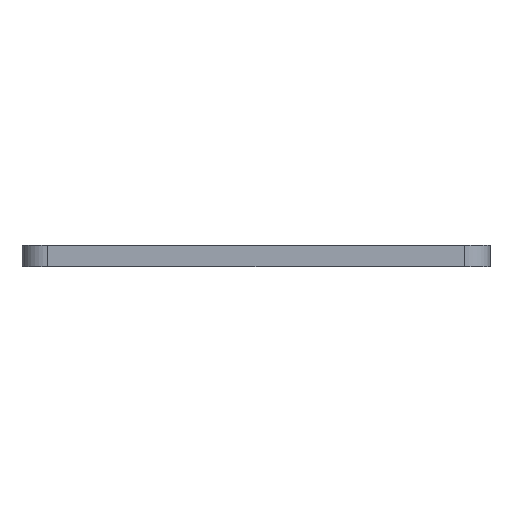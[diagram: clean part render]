
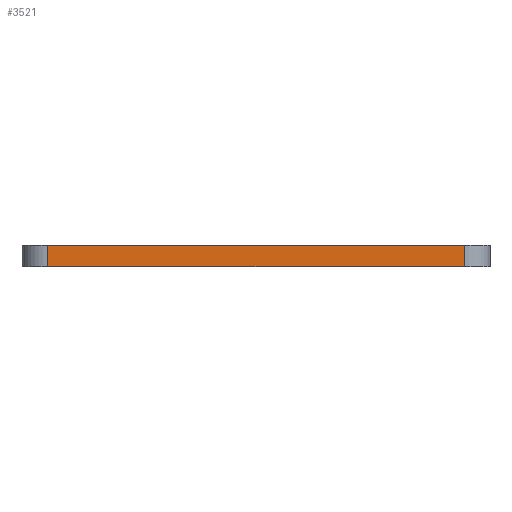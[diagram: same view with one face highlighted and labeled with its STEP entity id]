
A CAD part, left-side view. The second image highlights one B-rep face of the part: STEP entity #3521.
In plain terms, the highlighted planar face has unit normal (-1, 0, 0).
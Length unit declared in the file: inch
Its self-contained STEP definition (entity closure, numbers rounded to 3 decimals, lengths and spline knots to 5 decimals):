
#94 = VECTOR ( 'NONE', #964, 39.37008 ) ;
#176 = EDGE_LOOP ( 'NONE', ( #4817, #2077, #786, #5989 ) ) ;
#311 = CARTESIAN_POINT ( 'NONE',  ( -1.055, -0.94, -0.04921 ) ) ;
#445 = CARTESIAN_POINT ( 'NONE',  ( -1.055, 0.94, -0.04921 ) ) ;
#786 = ORIENTED_EDGE ( 'NONE', *, *, #5577, .F. ) ;
#805 = CARTESIAN_POINT ( 'NONE',  ( -1.055, 0.94, 0.04921 ) ) ;
#964 = DIRECTION ( 'NONE',  ( 0., 0., -1. ) ) ;
#1334 = VECTOR ( 'NONE', #3396, 39.37008 ) ;
#1536 = DIRECTION ( 'NONE',  ( 0., -1., 0. ) ) ;
#1659 = CARTESIAN_POINT ( 'NONE',  ( -1.055, -0.94, 0.04921 ) ) ;
#1879 = VERTEX_POINT ( 'NONE', #445 ) ;
#2027 = FACE_OUTER_BOUND ( 'NONE', #176, .T. ) ;
#2077 = ORIENTED_EDGE ( 'NONE', *, *, #5025, .F. ) ;
#2114 = CARTESIAN_POINT ( 'NONE',  ( -1.055, 0.94, 0.04921 ) ) ;
#2164 = VERTEX_POINT ( 'NONE', #2114 ) ;
#2783 = EDGE_CURVE ( 'NONE', #1879, #3149, #2801, .T. ) ;
#2801 = LINE ( 'NONE', #3701, #1334 ) ;
#2814 = AXIS2_PLACEMENT_3D ( 'NONE', #805, #6211, #5707 ) ;
#2897 = LINE ( 'NONE', #3769, #4063 ) ;
#3009 = EDGE_CURVE ( 'NONE', #2164, #1879, #4036, .T. ) ;
#3050 = VECTOR ( 'NONE', #1536, 39.37008 ) ;
#3149 = VERTEX_POINT ( 'NONE', #311 ) ;
#3206 = LINE ( 'NONE', #4497, #3050 ) ;
#3245 = PLANE ( 'NONE',  #2814 ) ;
#3396 = DIRECTION ( 'NONE',  ( 0., -1., 0. ) ) ;
#3521 = ADVANCED_FACE ( 'NONE', ( #2027 ), #3245, .F. ) ;
#3533 = CARTESIAN_POINT ( 'NONE',  ( -1.055, 0.94, 0.04921 ) ) ;
#3701 = CARTESIAN_POINT ( 'NONE',  ( -1.055, 0.94, -0.04921 ) ) ;
#3769 = CARTESIAN_POINT ( 'NONE',  ( -1.055, -0.94, 0.04921 ) ) ;
#4036 = LINE ( 'NONE', #3533, #94 ) ;
#4063 = VECTOR ( 'NONE', #5805, 39.37008 ) ;
#4298 = VERTEX_POINT ( 'NONE', #1659 ) ;
#4497 = CARTESIAN_POINT ( 'NONE',  ( -1.055, 0.94, 0.04921 ) ) ;
#4817 = ORIENTED_EDGE ( 'NONE', *, *, #2783, .T. ) ;
#5025 = EDGE_CURVE ( 'NONE', #4298, #3149, #2897, .T. ) ;
#5577 = EDGE_CURVE ( 'NONE', #2164, #4298, #3206, .T. ) ;
#5707 = DIRECTION ( 'NONE',  ( 0., 0., -1. ) ) ;
#5805 = DIRECTION ( 'NONE',  ( 0., 0., -1. ) ) ;
#5989 = ORIENTED_EDGE ( 'NONE', *, *, #3009, .T. ) ;
#6211 = DIRECTION ( 'NONE',  ( 1., 0., 0. ) ) ;
